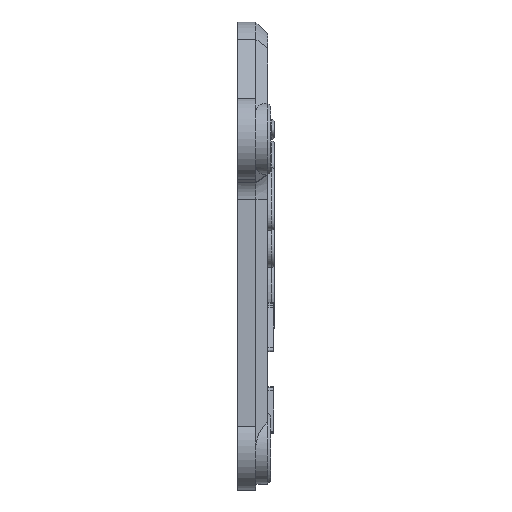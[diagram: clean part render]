
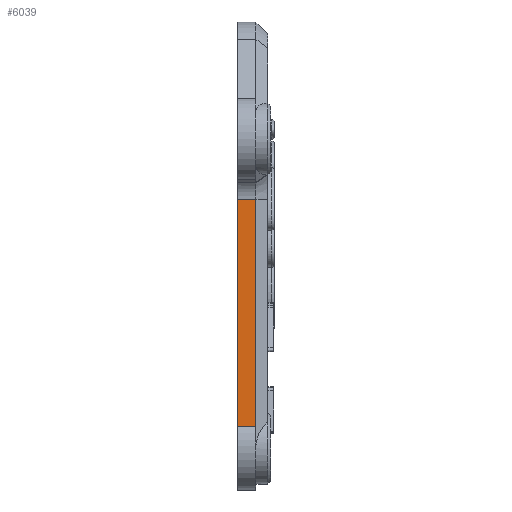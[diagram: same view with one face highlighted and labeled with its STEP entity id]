
A CAD part, left-side view. The second image highlights one B-rep face of the part: STEP entity #6039.
In plain terms, the highlighted planar face has unit normal (-1, 0, 0).
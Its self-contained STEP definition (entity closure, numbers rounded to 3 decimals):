
#459=LINE('',#14929,#914);
#490=LINE('',#15021,#945);
#493=LINE('',#15046,#948);
#495=LINE('',#15053,#950);
#914=VECTOR('',#7070,10.);
#945=VECTOR('',#7157,10.);
#948=VECTOR('',#7182,10.);
#950=VECTOR('',#7190,10.);
#1114=PLANE('',#6318);
#1427=FACE_OUTER_BOUND('',#1812,.T.);
#1812=EDGE_LOOP('',(#5288,#5289,#5290,#5291));
#2847=VERTEX_POINT('',#14922);
#2849=VERTEX_POINT('',#14928);
#2870=VERTEX_POINT('',#14992);
#2893=VERTEX_POINT('',#15045);
#3663=EDGE_CURVE('',#2849,#2847,#459,.T.);
#3712=EDGE_CURVE('',#2870,#2849,#490,.T.);
#3723=EDGE_CURVE('',#2870,#2893,#493,.T.);
#3727=EDGE_CURVE('',#2893,#2847,#495,.T.);
#5288=ORIENTED_EDGE('',*,*,#3663,.T.);
#5289=ORIENTED_EDGE('',*,*,#3727,.F.);
#5290=ORIENTED_EDGE('',*,*,#3723,.F.);
#5291=ORIENTED_EDGE('',*,*,#3712,.T.);
#6039=ADVANCED_FACE('',(#1427),#1114,.T.);
#6318=AXIS2_PLACEMENT_3D('',#15052,#7188,#7189);
#7070=DIRECTION('',(0.,-1.,0.));
#7157=DIRECTION('',(0.,0.,-1.));
#7182=DIRECTION('',(0.,-1.,0.));
#7188=DIRECTION('center_axis',(-1.,0.,0.));
#7189=DIRECTION('ref_axis',(0.,0.,1.));
#7190=DIRECTION('',(0.,0.,-1.));
#14922=CARTESIAN_POINT('',(-9.246,0.5,-35.781));
#14928=CARTESIAN_POINT('',(-9.246,2.025,-35.781));
#14929=CARTESIAN_POINT('',(-9.246,2.025,-35.781));
#14992=CARTESIAN_POINT('',(-9.246,2.025,-16.716));
#15021=CARTESIAN_POINT('',(-9.246,2.025,-20.292));
#15045=CARTESIAN_POINT('',(-9.246,0.5,-16.716));
#15046=CARTESIAN_POINT('',(-9.246,-0.25,-16.716));
#15052=CARTESIAN_POINT('Origin',(-9.246,0.,-40.584));
#15053=CARTESIAN_POINT('',(-9.246,0.5,-31.029));
